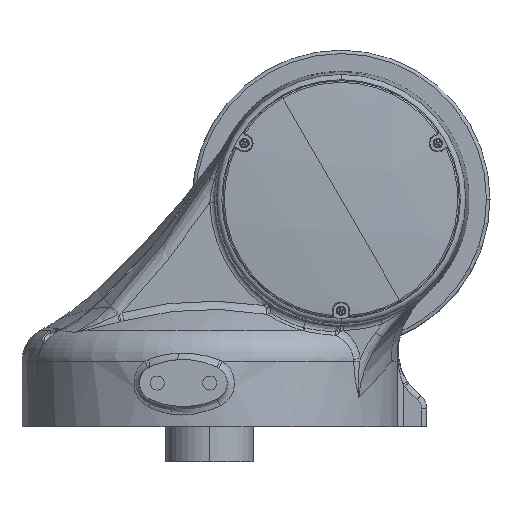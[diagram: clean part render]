
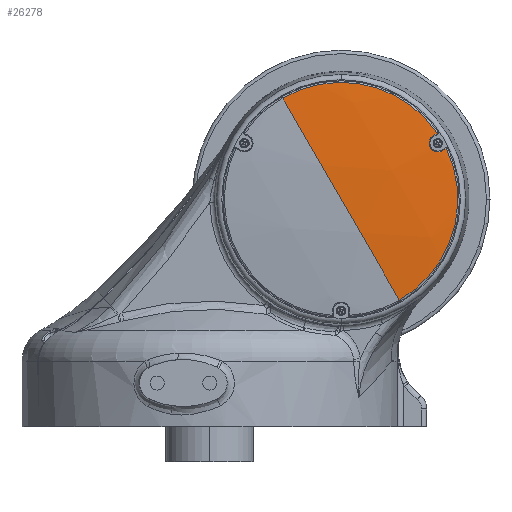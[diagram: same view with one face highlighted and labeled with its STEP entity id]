
A CAD part, front view. The second image highlights one B-rep face of the part: STEP entity #26278.
In plain terms, the highlighted spherical face has radius 601.407 mm.
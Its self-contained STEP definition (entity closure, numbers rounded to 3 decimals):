
#48 = CARTESIAN_POINT ( 'NONE',  ( 128.339, -102.01, 177.259 ) ) ;
#169 = CARTESIAN_POINT ( 'NONE',  ( 132.064, -101.668, 177.214 ) ) ;
#198 = B_SPLINE_CURVE_WITH_KNOTS ( 'NONE', 3,
 ( #6748, #22925, #4590, #18499, #6196, #16744, #18628, #18366, #10482, #2055, #8223, #10752, #12609, #311, #20508, #4330, #48, #20911, #16616, #16341, #4456, #169, #14350, #22527 ),
 .UNSPECIFIED., .F., .F.,
 ( 4, 1, 1, 1, 1, 1, 1, 1, 1, 1, 1, 1, 1, 1, 1, 1, 1, 1, 1, 1, 1, 4 ),
 ( 0., 0.048, 0.095, 0.143, 0.19, 0.238, 0.286, 0.333, 0.381, 0.429, 0.476, 0.524, 0.571, 0.619, 0.667, 0.714, 0.762, 0.81, 0.857, 0.905, 0.952, 1. ),
 .UNSPECIFIED. ) ;
#311 = CARTESIAN_POINT ( 'NONE',  ( 126.556, -102.108, 178.505 ) ) ;
#390 = CARTESIAN_POINT ( 'NONE',  ( 130.022, -101.3, 187.545 ) ) ;
#1040 = VERTEX_POINT ( 'NONE', #23901 ) ;
#1113 = VERTEX_POINT ( 'NONE', #14201 ) ;
#1434 = VERTEX_POINT ( 'NONE', #8815 ) ;
#1728 = CARTESIAN_POINT ( 'NONE',  ( 75., 496.407, 150. ) ) ;
#2055 = CARTESIAN_POINT ( 'NONE',  ( 125.296, -102.085, 181.107 ) ) ;
#2319 = DIRECTION ( 'NONE',  ( 0., -1., 0. ) ) ;
#3195 = CARTESIAN_POINT ( 'NONE',  ( 75., 496.407, 150. ) ) ;
#3394 = EDGE_CURVE ( 'NONE', #16904, #1113, #22268, .T. ) ;
#3622 = DIRECTION ( 'NONE',  ( 0.826, 0., 0.564 ) ) ;
#4004 = CARTESIAN_POINT ( 'NONE',  ( 133.513, -101.49, 178.004 ) ) ;
#4330 = CARTESIAN_POINT ( 'NONE',  ( 127.686, -102.052, 177.587 ) ) ;
#4372 = EDGE_CURVE ( 'NONE', #1040, #1434, #10414, .T. ) ;
#4456 = CARTESIAN_POINT ( 'NONE',  ( 131.308, -101.75, 176.988 ) ) ;
#4590 = CARTESIAN_POINT ( 'NONE',  ( 127.1, -101.668, 185.812 ) ) ;
#5520 = ORIENTED_EDGE ( 'NONE', *, *, #26370, .T. ) ;
#5832 = AXIS2_PLACEMENT_3D ( 'NONE', #3195, #21792, #7488 ) ;
#6196 = CARTESIAN_POINT ( 'NONE',  ( 126.051, -101.827, 184.653 ) ) ;
#6229 = CARTESIAN_POINT ( 'NONE',  ( 41.695, -101.3, 207.687 ) ) ;
#6484 = EDGE_CURVE ( 'NONE', #16904, #16804, #20398, .T. ) ;
#6748 = CARTESIAN_POINT ( 'NONE',  ( 127.753, -101.585, 186.235 ) ) ;
#7108 = EDGE_CURVE ( 'NONE', #14937, #1434, #20842, .T. ) ;
#7468 = EDGE_LOOP ( 'NONE', ( #16265, #24092, #5520, #21480, #13246, #20260 ) ) ;
#7488 = DIRECTION ( 'NONE',  ( -0.5, 0., 0.866 ) ) ;
#8223 = CARTESIAN_POINT ( 'NONE',  ( 125.464, -102.108, 180.396 ) ) ;
#8573 = CARTESIAN_POINT ( 'NONE',  ( 128.509, -101.49, 186.672 ) ) ;
#8815 = CARTESIAN_POINT ( 'NONE',  ( 135.026, -101.3, 178.878 ) ) ;
#9260 = CIRCLE ( 'NONE', #10987, 601.407 ) ;
#9899 = DIRECTION ( 'NONE',  ( 0.866, 0., 0.5 ) ) ;
#10414 = B_SPLINE_CURVE_WITH_KNOTS ( 'NONE', 3,
 ( #13625, #4004, #21801, #25954 ),
 .UNSPECIFIED., .F., .F.,
 ( 4, 4 ),
 ( 0., 1. ),
 .UNSPECIFIED. ) ;
#10482 = CARTESIAN_POINT ( 'NONE',  ( 125.234, -102.052, 181.834 ) ) ;
#10752 = CARTESIAN_POINT ( 'NONE',  ( 125.734, -102.119, 179.715 ) ) ;
#10987 = AXIS2_PLACEMENT_3D ( 'NONE', #1728, #9899, #26204 ) ;
#12353 = DIRECTION ( 'NONE',  ( 0.5, 0., -0.866 ) ) ;
#12609 = CARTESIAN_POINT ( 'NONE',  ( 126.101, -102.119, 179.08 ) ) ;
#13246 = ORIENTED_EDGE ( 'NONE', *, *, #4372, .F. ) ;
#13625 = CARTESIAN_POINT ( 'NONE',  ( 132.757, -101.585, 177.568 ) ) ;
#14201 = CARTESIAN_POINT ( 'NONE',  ( 127.753, -101.585, 186.235 ) ) ;
#14350 = CARTESIAN_POINT ( 'NONE',  ( 132.531, -101.613, 177.437 ) ) ;
#14701 = CARTESIAN_POINT ( 'NONE',  ( 127.753, -101.585, 186.235 ) ) ;
#14937 = VERTEX_POINT ( 'NONE', #16535 ) ;
#15539 = CARTESIAN_POINT ( 'NONE',  ( 130.022, -101.3, 187.545 ) ) ;
#15778 = CARTESIAN_POINT ( 'NONE',  ( 75., -101.3, 150. ) ) ;
#16265 = ORIENTED_EDGE ( 'NONE', *, *, #3394, .F. ) ;
#16341 = CARTESIAN_POINT ( 'NONE',  ( 130.536, -101.827, 176.885 ) ) ;
#16389 = EDGE_CURVE ( 'NONE', #1113, #1040, #198, .T. ) ;
#16535 = CARTESIAN_POINT ( 'NONE',  ( 108.305, -101.3, 92.313 ) ) ;
#16616 = CARTESIAN_POINT ( 'NONE',  ( 129.773, -101.896, 176.902 ) ) ;
#16624 = CARTESIAN_POINT ( 'NONE',  ( 75., -101.3, 150. ) ) ;
#16744 = CARTESIAN_POINT ( 'NONE',  ( 125.684, -101.896, 183.984 ) ) ;
#16804 = VERTEX_POINT ( 'NONE', #6229 ) ;
#16904 = VERTEX_POINT ( 'NONE', #15539 ) ;
#18248 = AXIS2_PLACEMENT_3D ( 'NONE', #15778, #23959, #3622 ) ;
#18366 = CARTESIAN_POINT ( 'NONE',  ( 125.277, -102.01, 182.564 ) ) ;
#18499 = CARTESIAN_POINT ( 'NONE',  ( 126.527, -101.75, 185.27 ) ) ;
#18628 = CARTESIAN_POINT ( 'NONE',  ( 125.427, -101.957, 183.284 ) ) ;
#20260 = ORIENTED_EDGE ( 'NONE', *, *, #16389, .F. ) ;
#20398 = CIRCLE ( 'NONE', #18248, 66.611 ) ;
#20508 = CARTESIAN_POINT ( 'NONE',  ( 127.088, -102.085, 178.004 ) ) ;
#20842 = CIRCLE ( 'NONE', #24264, 66.611 ) ;
#20911 = CARTESIAN_POINT ( 'NONE',  ( 129.038, -101.957, 177.029 ) ) ;
#21480 = ORIENTED_EDGE ( 'NONE', *, *, #7108, .T. ) ;
#21527 = FACE_OUTER_BOUND ( 'NONE', #7468, .T. ) ;
#21792 = DIRECTION ( 'NONE',  ( 0.866, 0., 0.5 ) ) ;
#21801 = CARTESIAN_POINT ( 'NONE',  ( 134.269, -101.395, 178.441 ) ) ;
#22268 = B_SPLINE_CURVE_WITH_KNOTS ( 'NONE', 3,
 ( #390, #24602, #8573, #14701 ),
 .UNSPECIFIED., .F., .F.,
 ( 4, 4 ),
 ( 0., 1. ),
 .UNSPECIFIED. ) ;
#22527 = CARTESIAN_POINT ( 'NONE',  ( 132.757, -101.585, 177.568 ) ) ;
#22925 = CARTESIAN_POINT ( 'NONE',  ( 127.527, -101.613, 186.105 ) ) ;
#23794 = SPHERICAL_SURFACE ( 'NONE', #5832, 601.407 ) ;
#23901 = CARTESIAN_POINT ( 'NONE',  ( 132.757, -101.585, 177.568 ) ) ;
#23959 = DIRECTION ( 'NONE',  ( 0., -1., 0. ) ) ;
#24092 = ORIENTED_EDGE ( 'NONE', *, *, #6484, .T. ) ;
#24264 = AXIS2_PLACEMENT_3D ( 'NONE', #16624, #2319, #12353 ) ;
#24602 = CARTESIAN_POINT ( 'NONE',  ( 129.265, -101.395, 187.108 ) ) ;
#25954 = CARTESIAN_POINT ( 'NONE',  ( 135.026, -101.3, 178.878 ) ) ;
#26204 = DIRECTION ( 'NONE',  ( -0.055, -0.994, 0.096 ) ) ;
#26278 = ADVANCED_FACE ( 'NONE', ( #21527 ), #23794, .T. ) ;
#26370 = EDGE_CURVE ( 'NONE', #16804, #14937, #9260, .T. ) ;
